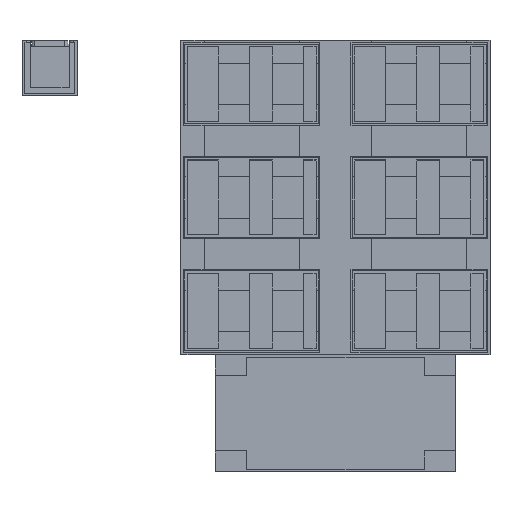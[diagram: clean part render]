
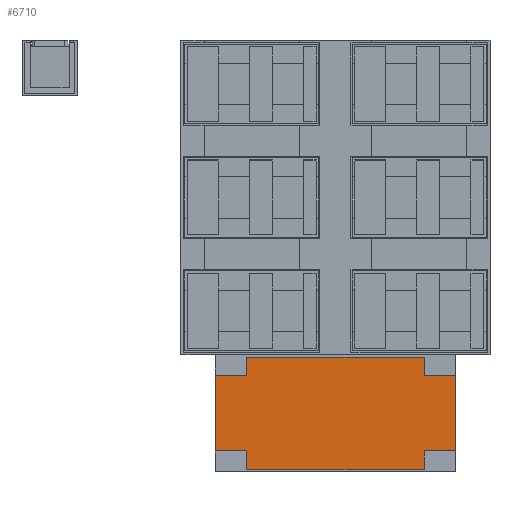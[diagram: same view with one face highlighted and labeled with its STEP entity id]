
A CAD part, top view. The second image highlights one B-rep face of the part: STEP entity #6710.
In plain terms, the highlighted planar face has unit normal (0, 0, 1).
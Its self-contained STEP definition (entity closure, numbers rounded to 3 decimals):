
#396=FACE_OUTER_BOUND('',#730,.T.);
#730=EDGE_LOOP('',(#6035,#6036,#6037,#6038,#6039,#6040,#6041,#6042,#6043,
#6044,#6045,#6046));
#1548=LINE('',#10421,#2480);
#1550=LINE('',#10427,#2482);
#1556=LINE('',#10439,#2488);
#1558=LINE('',#10445,#2490);
#1561=LINE('',#10450,#2493);
#1568=LINE('',#10464,#2500);
#1573=LINE('',#10473,#2505);
#1579=LINE('',#10485,#2511);
#1582=LINE('',#10491,#2514);
#1585=LINE('',#10496,#2517);
#1587=LINE('',#10499,#2519);
#1592=LINE('',#10508,#2524);
#2480=VECTOR('',#8524,10.);
#2482=VECTOR('',#8528,10.);
#2488=VECTOR('',#8536,10.);
#2490=VECTOR('',#8540,10.);
#2493=VECTOR('',#8545,10.);
#2500=VECTOR('',#8554,10.);
#2505=VECTOR('',#8561,10.);
#2511=VECTOR('',#8573,10.);
#2514=VECTOR('',#8578,10.);
#2517=VECTOR('',#8583,10.);
#2519=VECTOR('',#8587,10.);
#2524=VECTOR('',#8594,10.);
#3156=VERTEX_POINT('',#10415);
#3158=VERTEX_POINT('',#10419);
#3159=VERTEX_POINT('',#10423);
#3161=VERTEX_POINT('',#10426);
#3164=VERTEX_POINT('',#10433);
#3166=VERTEX_POINT('',#10437);
#3167=VERTEX_POINT('',#10441);
#3169=VERTEX_POINT('',#10444);
#3176=VERTEX_POINT('',#10463);
#3179=VERTEX_POINT('',#10471);
#3182=VERTEX_POINT('',#10484);
#3184=VERTEX_POINT('',#10490);
#4048=EDGE_CURVE('',#3158,#3156,#1548,.T.);
#4050=EDGE_CURVE('',#3161,#3159,#1550,.T.);
#4056=EDGE_CURVE('',#3164,#3166,#1556,.T.);
#4058=EDGE_CURVE('',#3167,#3169,#1558,.T.);
#4061=EDGE_CURVE('',#3169,#3166,#1561,.T.);
#4068=EDGE_CURVE('',#3176,#3164,#1568,.T.);
#4073=EDGE_CURVE('',#3159,#3179,#1573,.T.);
#4079=EDGE_CURVE('',#3182,#3156,#1579,.T.);
#4082=EDGE_CURVE('',#3184,#3182,#1582,.T.);
#4085=EDGE_CURVE('',#3179,#3176,#1585,.T.);
#4087=EDGE_CURVE('',#3167,#3184,#1587,.T.);
#4092=EDGE_CURVE('',#3161,#3158,#1592,.T.);
#6035=ORIENTED_EDGE('',*,*,#4087,.T.);
#6036=ORIENTED_EDGE('',*,*,#4082,.T.);
#6037=ORIENTED_EDGE('',*,*,#4079,.T.);
#6038=ORIENTED_EDGE('',*,*,#4048,.F.);
#6039=ORIENTED_EDGE('',*,*,#4092,.F.);
#6040=ORIENTED_EDGE('',*,*,#4050,.T.);
#6041=ORIENTED_EDGE('',*,*,#4073,.T.);
#6042=ORIENTED_EDGE('',*,*,#4085,.T.);
#6043=ORIENTED_EDGE('',*,*,#4068,.T.);
#6044=ORIENTED_EDGE('',*,*,#4056,.T.);
#6045=ORIENTED_EDGE('',*,*,#4061,.F.);
#6046=ORIENTED_EDGE('',*,*,#4058,.F.);
#6376=PLANE('',#7101);
#6710=ADVANCED_FACE('',(#396),#6376,.T.);
#7101=AXIS2_PLACEMENT_3D('',#10644,#8731,#8732);
#8524=DIRECTION('',(-1.,0.,0.));
#8528=DIRECTION('',(-1.,0.,0.));
#8536=DIRECTION('',(-1.,0.,0.));
#8540=DIRECTION('',(-1.,0.,0.));
#8545=DIRECTION('',(0.,1.,0.));
#8554=DIRECTION('',(0.,-1.,0.));
#8561=DIRECTION('',(0.,1.,0.));
#8573=DIRECTION('',(0.,1.,0.));
#8578=DIRECTION('',(1.,0.,0.));
#8583=DIRECTION('',(-1.,0.,0.));
#8587=DIRECTION('',(0.,-1.,0.));
#8594=DIRECTION('',(0.,-1.,0.));
#8731=DIRECTION('center_axis',(0.,0.,1.));
#8732=DIRECTION('ref_axis',(1.,0.,0.));
#10415=CARTESIAN_POINT('',(117.7,-198.4,0.6));
#10419=CARTESIAN_POINT('',(132.7,-198.4,0.6));
#10421=CARTESIAN_POINT('',(132.7,-198.4,0.6));
#10423=CARTESIAN_POINT('',(117.7,-161.8,0.6));
#10426=CARTESIAN_POINT('',(132.7,-161.8,0.6));
#10427=CARTESIAN_POINT('',(132.7,-161.8,0.6));
#10433=CARTESIAN_POINT('',(31.7,-161.8,0.6));
#10437=CARTESIAN_POINT('',(16.7,-161.8,0.6));
#10439=CARTESIAN_POINT('',(132.7,-161.8,0.6));
#10441=CARTESIAN_POINT('',(31.7,-198.4,0.6));
#10444=CARTESIAN_POINT('',(16.7,-198.4,0.6));
#10445=CARTESIAN_POINT('',(132.7,-198.4,0.6));
#10450=CARTESIAN_POINT('',(16.7,-156.8,0.6));
#10463=CARTESIAN_POINT('',(31.7,-153.,0.6));
#10464=CARTESIAN_POINT('',(31.7,-207.2,0.6));
#10471=CARTESIAN_POINT('',(117.7,-153.,0.6));
#10473=CARTESIAN_POINT('',(117.7,-153.,0.6));
#10484=CARTESIAN_POINT('',(117.7,-207.2,0.6));
#10485=CARTESIAN_POINT('',(117.7,-153.,0.6));
#10490=CARTESIAN_POINT('',(31.7,-207.2,0.6));
#10491=CARTESIAN_POINT('',(117.7,-207.2,0.6));
#10496=CARTESIAN_POINT('',(31.7,-153.,0.6));
#10499=CARTESIAN_POINT('',(31.7,-207.2,0.6));
#10508=CARTESIAN_POINT('',(132.7,-185.1,0.6));
#10644=CARTESIAN_POINT('Origin',(74.7,-180.1,0.6));
